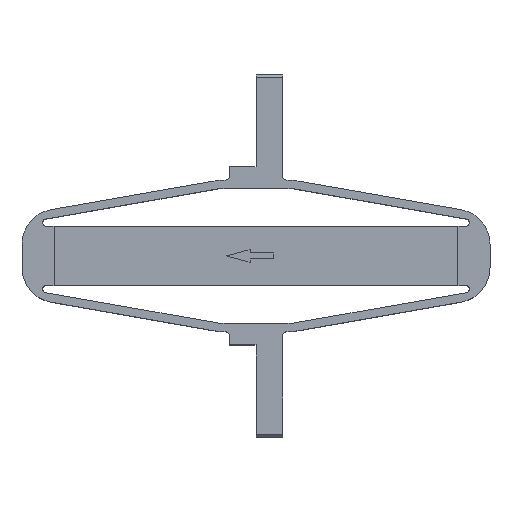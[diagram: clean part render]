
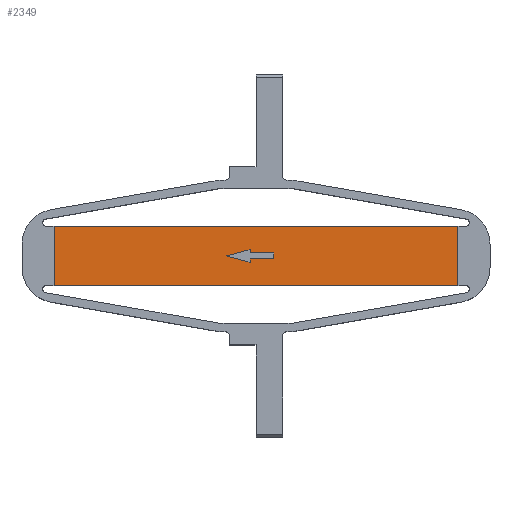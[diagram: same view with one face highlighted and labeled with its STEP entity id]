
A CAD part, top view. The second image highlights one B-rep face of the part: STEP entity #2349.
In plain terms, the highlighted face is planar.
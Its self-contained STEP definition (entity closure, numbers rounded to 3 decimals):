
#10 = EDGE_CURVE ( 'NONE', #370, #1290, #118, .T. ) ;
#34 = EDGE_LOOP ( 'NONE', ( #239, #1208, #490, #1935, #1800, #2286, #37 ) ) ;
#37 = ORIENTED_EDGE ( 'NONE', *, *, #1126, .F. ) ;
#118 = LINE ( 'NONE', #909, #126 ) ;
#126 = VECTOR ( 'NONE', #1682, 1000. ) ;
#144 = VECTOR ( 'NONE', #1069, 1000. ) ;
#150 = EDGE_CURVE ( 'NONE', #895, #744, #390, .T. ) ;
#197 = CARTESIAN_POINT ( 'NONE',  ( -33.99, 5., -5. ) ) ;
#214 = VECTOR ( 'NONE', #1980, 1000. ) ;
#239 = ORIENTED_EDGE ( 'NONE', *, *, #713, .F. ) ;
#242 = EDGE_CURVE ( 'NONE', #1290, #442, #1253, .T. ) ;
#281 = CARTESIAN_POINT ( 'NONE',  ( 33.99, 5., -5. ) ) ;
#288 = VECTOR ( 'NONE', #1053, 1000. ) ;
#339 = DIRECTION ( 'NONE',  ( 0., 0., 1. ) ) ;
#370 = VERTEX_POINT ( 'NONE', #1997 ) ;
#390 = LINE ( 'NONE', #197, #654 ) ;
#403 = LINE ( 'NONE', #2294, #1525 ) ;
#422 = LINE ( 'NONE', #995, #2236 ) ;
#438 = CARTESIAN_POINT ( 'NONE',  ( -3., 5., -0.5 ) ) ;
#442 = VERTEX_POINT ( 'NONE', #652 ) ;
#444 = EDGE_CURVE ( 'NONE', #442, #806, #2393, .T. ) ;
#490 = ORIENTED_EDGE ( 'NONE', *, *, #242, .F. ) ;
#494 = VERTEX_POINT ( 'NONE', #805 ) ;
#521 = DIRECTION ( 'NONE',  ( 1., 0., 0. ) ) ;
#560 = VECTOR ( 'NONE', #1668, 1000. ) ;
#617 = CARTESIAN_POINT ( 'NONE',  ( 33.99, 5., 5. ) ) ;
#652 = CARTESIAN_POINT ( 'NONE',  ( -3., 5., -0.5 ) ) ;
#654 = VECTOR ( 'NONE', #339, 1000. ) ;
#690 = CARTESIAN_POINT ( 'NONE',  ( -3., 5., -0.5 ) ) ;
#696 = CARTESIAN_POINT ( 'NONE',  ( 34., 5., -5. ) ) ;
#713 = EDGE_CURVE ( 'NONE', #806, #958, #1810, .T. ) ;
#744 = VERTEX_POINT ( 'NONE', #1588 ) ;
#771 = CARTESIAN_POINT ( 'NONE',  ( 1., 5., 0.5 ) ) ;
#789 = VERTEX_POINT ( 'NONE', #2169 ) ;
#805 = CARTESIAN_POINT ( 'NONE',  ( 5., 5., 0. ) ) ;
#806 = VERTEX_POINT ( 'NONE', #1672 ) ;
#815 = CARTESIAN_POINT ( 'NONE',  ( -3., 5., 0.5 ) ) ;
#850 = VECTOR ( 'NONE', #1178, 1000. ) ;
#868 = LINE ( 'NONE', #2067, #560 ) ;
#894 = LINE ( 'NONE', #1680, #2474 ) ;
#895 = VERTEX_POINT ( 'NONE', #2269 ) ;
#896 = FACE_OUTER_BOUND ( 'NONE', #2438, .T. ) ;
#907 = CARTESIAN_POINT ( 'NONE',  ( 34., 5., -5. ) ) ;
#909 = CARTESIAN_POINT ( 'NONE',  ( 1., 5., -1.072 ) ) ;
#946 = EDGE_CURVE ( 'NONE', #494, #370, #403, .T. ) ;
#958 = VERTEX_POINT ( 'NONE', #771 ) ;
#983 = CARTESIAN_POINT ( 'NONE',  ( 1., 5., -0.5 ) ) ;
#992 = ORIENTED_EDGE ( 'NONE', *, *, #2259, .T. ) ;
#995 = CARTESIAN_POINT ( 'NONE',  ( 33.99, 5., -5. ) ) ;
#1053 = DIRECTION ( 'NONE',  ( 0., 0., 1. ) ) ;
#1066 = DIRECTION ( 'NONE',  ( 1., 0., 0. ) ) ;
#1069 = DIRECTION ( 'NONE',  ( 1., 0., 0. ) ) ;
#1094 = LINE ( 'NONE', #1842, #144 ) ;
#1126 = EDGE_CURVE ( 'NONE', #958, #789, #894, .T. ) ;
#1160 = DIRECTION ( 'NONE',  ( -0.966, 0., -0.259 ) ) ;
#1178 = DIRECTION ( 'NONE',  ( -1., 0., 0. ) ) ;
#1208 = ORIENTED_EDGE ( 'NONE', *, *, #444, .F. ) ;
#1253 = LINE ( 'NONE', #438, #850 ) ;
#1290 = VERTEX_POINT ( 'NONE', #983 ) ;
#1468 = VERTEX_POINT ( 'NONE', #281 ) ;
#1509 = FACE_BOUND ( 'NONE', #34, .T. ) ;
#1525 = VECTOR ( 'NONE', #1160, 1000. ) ;
#1533 = VECTOR ( 'NONE', #1066, 1000. ) ;
#1588 = CARTESIAN_POINT ( 'NONE',  ( -33.99, 5., 5. ) ) ;
#1631 = ORIENTED_EDGE ( 'NONE', *, *, #2028, .F. ) ;
#1668 = DIRECTION ( 'NONE',  ( 0.966, 0., -0.259 ) ) ;
#1672 = CARTESIAN_POINT ( 'NONE',  ( -3., 5., 0.5 ) ) ;
#1680 = CARTESIAN_POINT ( 'NONE',  ( 1., 5., 0.5 ) ) ;
#1682 = DIRECTION ( 'NONE',  ( 0., 0., 1. ) ) ;
#1730 = AXIS2_PLACEMENT_3D ( 'NONE', #696, #2227, #521 ) ;
#1800 = ORIENTED_EDGE ( 'NONE', *, *, #946, .F. ) ;
#1810 = LINE ( 'NONE', #815, #214 ) ;
#1811 = ORIENTED_EDGE ( 'NONE', *, *, #2229, .T. ) ;
#1842 = CARTESIAN_POINT ( 'NONE',  ( 34., 5., 5. ) ) ;
#1935 = ORIENTED_EDGE ( 'NONE', *, *, #10, .F. ) ;
#1980 = DIRECTION ( 'NONE',  ( 1., 0., 0. ) ) ;
#1997 = CARTESIAN_POINT ( 'NONE',  ( 1., 5., -1.072 ) ) ;
#2020 = LINE ( 'NONE', #907, #1533 ) ;
#2028 = EDGE_CURVE ( 'NONE', #895, #1468, #2020, .T. ) ;
#2067 = CARTESIAN_POINT ( 'NONE',  ( 1., 5., 1.072 ) ) ;
#2169 = CARTESIAN_POINT ( 'NONE',  ( 1., 5., 1.072 ) ) ;
#2227 = DIRECTION ( 'NONE',  ( 0., -1., 0. ) ) ;
#2229 = EDGE_CURVE ( 'NONE', #2239, #1468, #422, .T. ) ;
#2232 = ORIENTED_EDGE ( 'NONE', *, *, #150, .T. ) ;
#2236 = VECTOR ( 'NONE', #2331, 1000. ) ;
#2239 = VERTEX_POINT ( 'NONE', #617 ) ;
#2240 = PLANE ( 'NONE',  #1730 ) ;
#2259 = EDGE_CURVE ( 'NONE', #744, #2239, #1094, .T. ) ;
#2269 = CARTESIAN_POINT ( 'NONE',  ( -33.99, 5., -5. ) ) ;
#2286 = ORIENTED_EDGE ( 'NONE', *, *, #2375, .F. ) ;
#2294 = CARTESIAN_POINT ( 'NONE',  ( 5., 5., 0. ) ) ;
#2331 = DIRECTION ( 'NONE',  ( 0., 0., -1. ) ) ;
#2349 = ADVANCED_FACE ( 'NONE', ( #1509, #896 ), #2240, .F. ) ;
#2375 = EDGE_CURVE ( 'NONE', #789, #494, #868, .T. ) ;
#2393 = LINE ( 'NONE', #690, #288 ) ;
#2437 = DIRECTION ( 'NONE',  ( 0., 0., 1. ) ) ;
#2438 = EDGE_LOOP ( 'NONE', ( #992, #1811, #1631, #2232 ) ) ;
#2474 = VECTOR ( 'NONE', #2437, 1000. ) ;
